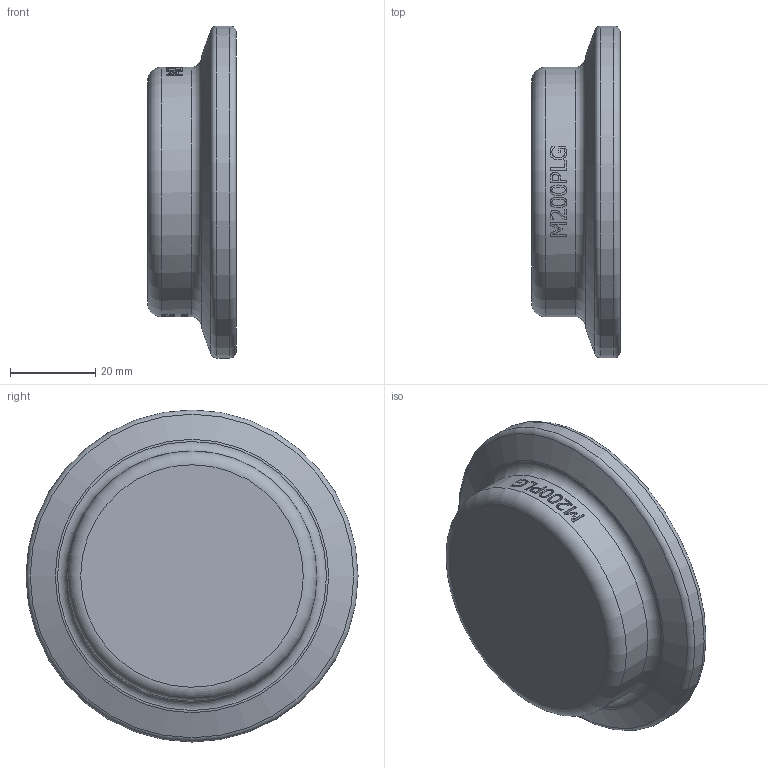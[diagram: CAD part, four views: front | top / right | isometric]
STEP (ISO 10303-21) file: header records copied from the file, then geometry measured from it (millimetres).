
FILE_DESCRIPTION(/* description */ ('2" Manifold Plug'),/* implementation_level */ '2;1');
FILE_NAME(/* name */ 'M200PLG.stp',/* time_stamp */ '2016-12-02T16:18:19-05:00',/* author */ ('DCT'),/* organization */ (''),/* preprocessor_version */ 'ST-DEVELOPER v16.5',/* originating_system */ 'Autodesk Inventor 2017',/* authorisation */ '');
FILE_SCHEMA (('AUTOMOTIVE_DESIGN { 1 0 10303 214 3 1 1 }'));
Length unit declared in the file: inch
Products named in the file (2): M200PLG; M200PLGU
Assembly tree (1 placements, depth 2):
  M200PLG
    M200PLGU
Bounding box: 20.83 x 77.98 x 77.98 mm (x, y, z)
Volume: 54739.8 mm3; surface area: 14244.8 mm2
Topology: 1 solids, 1 shells, 331 faces, 885 edges, 588 vertices
Faces by surface type: plane 167, bspline 122, cylinder 35, torus 6, cone 1
Full cylindrical faces by diameter (mm): 38.1 x1, 55.626 x1, 58.623 x1, 77.978 x1
Entity records: 12553 total; most frequent: CARTESIAN_POINT 4897, ORIENTED_EDGE 1744, DIRECTION 1281, EDGE_CURVE 872, VERTEX_POINT 585, AXIS2_PLACEMENT_3D 441, LINE 399, VECTOR 399
